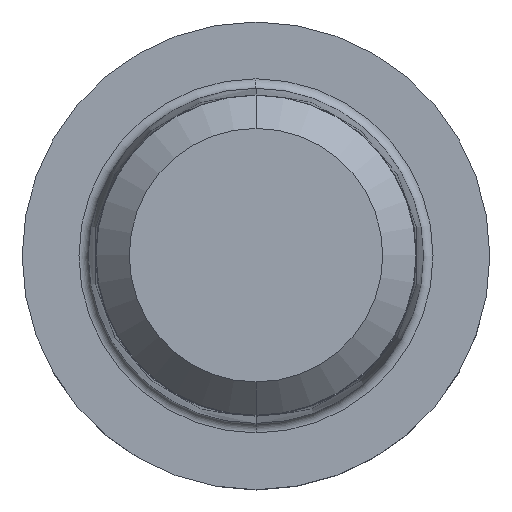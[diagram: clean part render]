
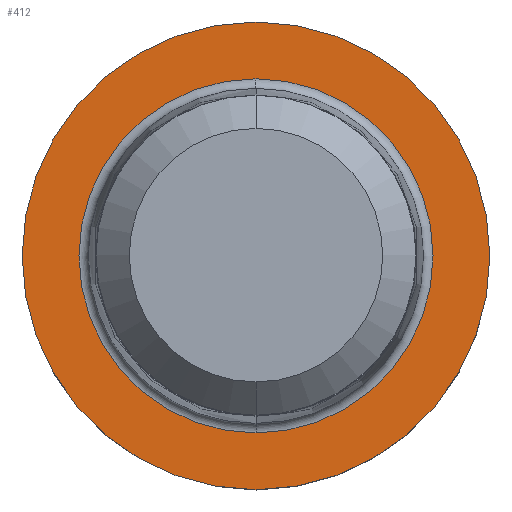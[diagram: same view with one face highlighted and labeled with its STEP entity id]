
A CAD part, top view. The second image highlights one B-rep face of the part: STEP entity #412.
In plain terms, the highlighted planar face has unit normal (0, 0, 1).
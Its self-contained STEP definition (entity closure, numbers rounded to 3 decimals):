
#182=VERTEX_POINT('',#462);
#228=EDGE_CURVE('',#282,#182,#517,.T.);
#252=EDGE_CURVE('',#316,#322,#543,.T.);
#282=VERTEX_POINT('',#579);
#316=VERTEX_POINT('',#615);
#322=VERTEX_POINT('',#623);
#384=EDGE_CURVE('',#322,#316,#690,.T.);
#412=ADVANCED_FACE('',(#723,#724),#725,.T.);
#414=EDGE_CURVE('',#182,#282,#727,.T.);
#462=CARTESIAN_POINT('',(0.0,7.42,0.01));
#517=CIRCLE('',#839,7.42);
#543=CIRCLE('',#872,9.8);
#579=CARTESIAN_POINT('',(0.,-7.42,0.01));
#615=CARTESIAN_POINT('',(0.,-9.8,0.01));
#623=CARTESIAN_POINT('',(0.0,9.8,0.01));
#690=CIRCLE('',#1066,9.8);
#723=FACE_OUTER_BOUND('',#1105,.T.);
#724=FACE_BOUND('',#1106,.T.);
#725=PLANE('',#1107);
#727=CIRCLE('',#1110,7.42);
#839=AXIS2_PLACEMENT_3D('',#1232,#1233,#1234);
#872=AXIS2_PLACEMENT_3D('',#1262,#1263,#1264);
#1066=AXIS2_PLACEMENT_3D('',#1429,#1430,#1431);
#1105=EDGE_LOOP('',(#1484,#1485));
#1106=EDGE_LOOP('',(#1486,#1487));
#1107=AXIS2_PLACEMENT_3D('',#1488,#1489,#1490);
#1110=AXIS2_PLACEMENT_3D('',#1491,#1492,#1493);
#1232=CARTESIAN_POINT('',(0.0,0.0,0.01));
#1233=DIRECTION('',(0.0,0.0,-1.0));
#1234=DIRECTION('',(0.0,1.0,0.0));
#1262=CARTESIAN_POINT('',(0.0,0.0,0.01));
#1263=DIRECTION('',(0.0,0.0,-1.0));
#1264=DIRECTION('',(0.0,1.0,0.0));
#1429=CARTESIAN_POINT('',(0.0,0.0,0.01));
#1430=DIRECTION('',(0.0,0.0,-1.0));
#1431=DIRECTION('',(0.0,1.0,0.0));
#1484=ORIENTED_EDGE('',*,*,#384,.F.);
#1485=ORIENTED_EDGE('',*,*,#252,.F.);
#1486=ORIENTED_EDGE('',*,*,#414,.T.);
#1487=ORIENTED_EDGE('',*,*,#228,.T.);
#1488=CARTESIAN_POINT('',(0.0,4.9,0.01));
#1489=DIRECTION('',(-0.0,0.0,1.0));
#1490=DIRECTION('',(0.0,-1.0,0.0));
#1491=CARTESIAN_POINT('',(0.0,0.0,0.01));
#1492=DIRECTION('',(0.0,0.0,-1.0));
#1493=DIRECTION('',(0.0,1.0,0.0));
